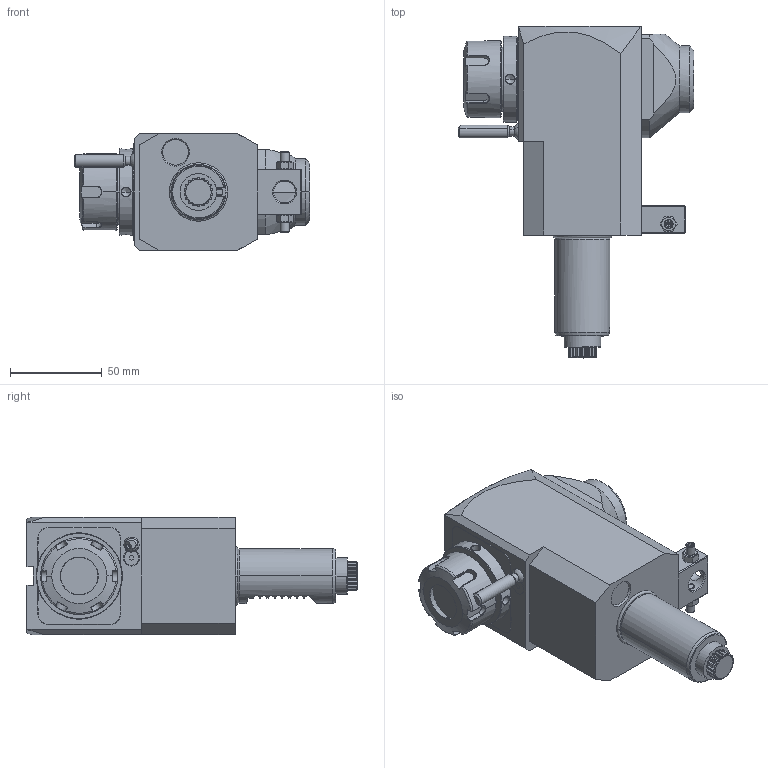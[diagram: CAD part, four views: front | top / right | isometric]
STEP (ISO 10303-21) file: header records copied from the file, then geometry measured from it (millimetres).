
FILE_DESCRIPTION((''),'2;1');
FILE_NAME('NGT1_30_231_25_3_2_85','2022-01-25T',('vali'),('NOVA GRUP'),'PRO/ENGINEER BY PARAMETRIC TECHNOLOGY CORPORATION, 2010280','PRO/ENGINEER BY PARAMETRIC TECHNOLOGY CORPORATION, 2010280','');
FILE_SCHEMA(('CONFIG_CONTROL_DESIGN'));
Length unit declared in the file: millimetre
Products named in the file (1): NGT1_30_231_25_3_2_85
Bounding box: 128.63 x 181 x 64 mm (x, y, z)
Volume: 599322.8 mm3; surface area: 56791 mm2
Topology: 1 solids, 1 shells, 507 faces, 1323 edges, 823 vertices
Faces by surface type: plane 186, cylinder 155, cone 93, bspline 58, torus 13, sphere 2
Entity records: 22016 total; most frequent: CARTESIAN_POINT 10385, ORIENTED_EDGE 2606, DIRECTION 2107, EDGE_CURVE 1303, VERTEX_POINT 823, AXIS2_PLACEMENT_3D 750, VECTOR 607, LINE 607
